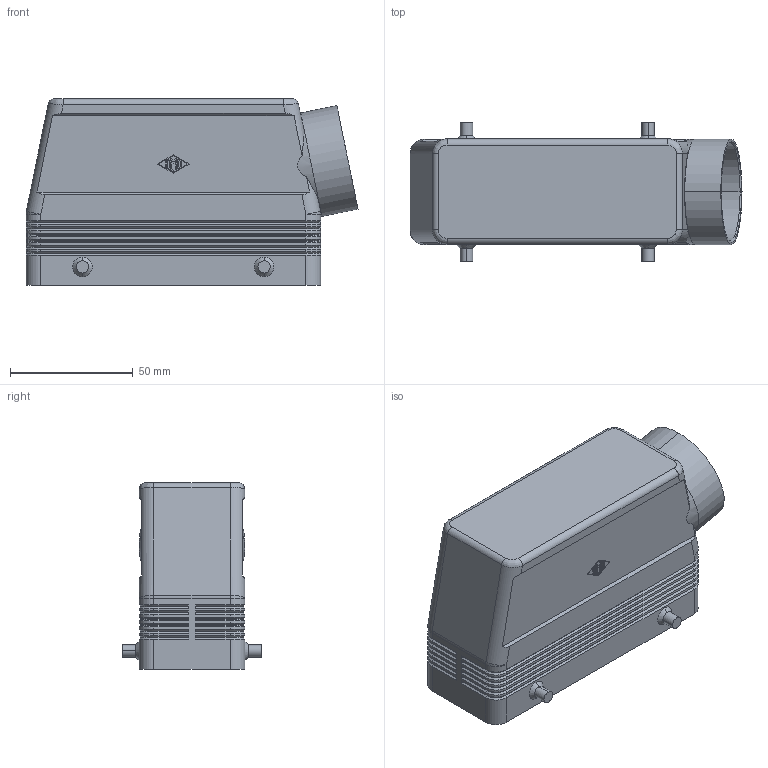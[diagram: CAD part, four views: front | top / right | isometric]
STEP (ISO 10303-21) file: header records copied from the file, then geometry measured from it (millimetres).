
FILE_DESCRIPTION(('Creo Elements/Direct Modeling STEP Export'),'2;1');
FILE_NAME('0ln7uvk49bket844700','2017-02-23T 8:59:42',(''),(''),'PTC Creo Elements/Direct Modeling STEP processor for AP214 (Solid Model)','PTC Creo Elements/Direct Modeling 19.0E 27-Jun-2016 (C) Parametric Technology GmbH','');
FILE_SCHEMA(('AUTOMOTIVE_DESIGN { 1 0 10303 214 1 1 1 1 }'));
Length unit declared in the file: millimetre
Products named in the file (1): MAOE_24.40
Bounding box: 135.24 x 57 x 76 mm (x, y, z)
Volume: 81975.5 mm3; surface area: 57394.5 mm2
Topology: 1 solids, 1 shells, 431 faces, 1027 edges, 608 vertices
Faces by surface type: plane 232, cylinder 119, cone 70, sphere 4, bspline 4, torus 2
Entity records: 16037 total; most frequent: CARTESIAN_POINT 2767, ORIENTED_EDGE 2038, DIRECTION 2031, EDGE_CURVE 1019, VECTOR 711, LINE 711, AXIS2_PLACEMENT_3D 660, VERTEX_POINT 608
